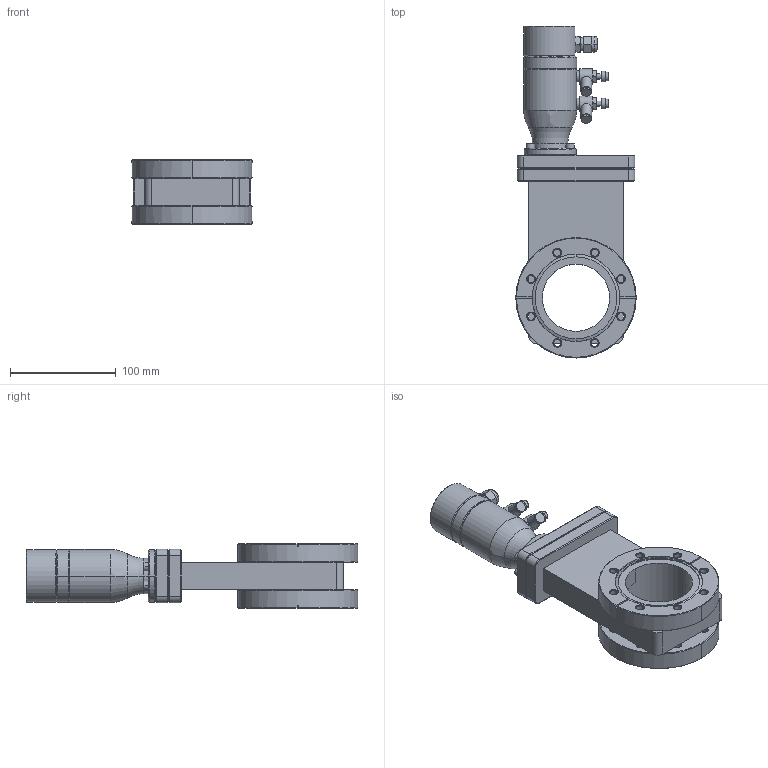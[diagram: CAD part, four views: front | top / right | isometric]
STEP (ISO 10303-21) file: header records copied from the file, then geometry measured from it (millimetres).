
FILE_DESCRIPTION((''),'2;1');
FILE_NAME('11222-0250R','2009-02-18T',('jd'),(''),'PRO/ENGINEER BY PARAMETRIC TECHNOLOGY CORPORATION, 2008400','PRO/ENGINEER BY PARAMETRIC TECHNOLOGY CORPORATION, 2008400','');
FILE_SCHEMA(('CONFIG_CONTROL_DESIGN'));
Length unit declared in the file: inch
Products named in the file (1): 11222-0250R
Bounding box: 113.54 x 313.33 x 61.09 mm (x, y, z)
Volume: 864911.9 mm3; surface area: 124081.9 mm2
Topology: 1 solids, 17 shells, 636 faces, 1555 edges, 974 vertices
Faces by surface type: plane 285, cylinder 193, cone 152, torus 4, bspline 2
Entity records: 19495 total; most frequent: CARTESIAN_POINT 4458, DIRECTION 3204, ORIENTED_EDGE 2998, EDGE_CURVE 1555, AXIS2_PLACEMENT_3D 1222, VERTEX_POINT 974, VECTOR 760, LINE 760
